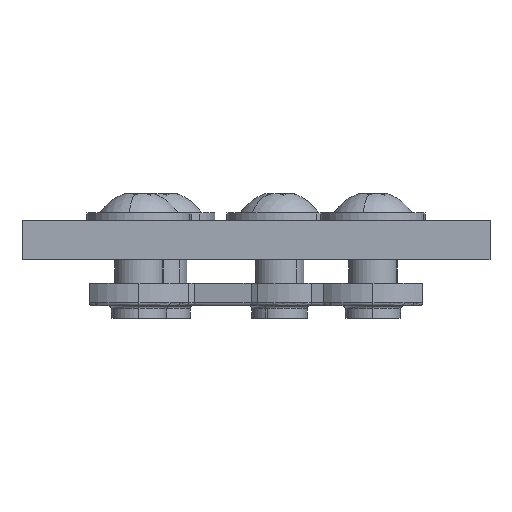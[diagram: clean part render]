
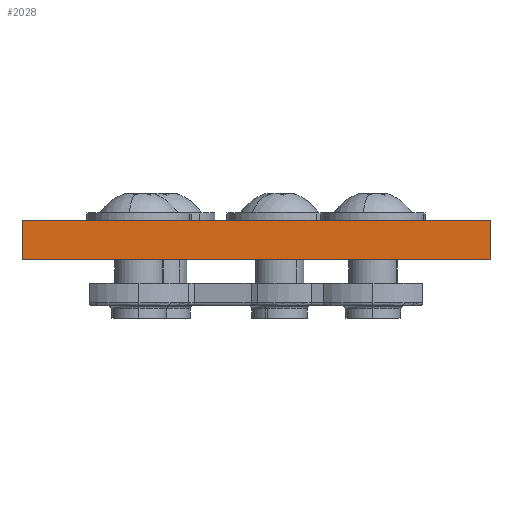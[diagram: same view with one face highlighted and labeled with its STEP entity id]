
A CAD part, front view. The second image highlights one B-rep face of the part: STEP entity #2028.
In plain terms, the highlighted planar face has unit normal (0, -1, 0).
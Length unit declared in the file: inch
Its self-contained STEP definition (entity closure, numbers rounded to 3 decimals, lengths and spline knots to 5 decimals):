
#16 = EDGE_CURVE ( 'NONE', #2136, #1999, #150, .T. ) ;
#150 = LINE ( 'NONE', #151, #152 ) ;
#151 = CARTESIAN_POINT ( 'NONE',  ( 3., 0., 0.25 ) ) ;
#152 = VECTOR ( 'NONE', #153, 39.37008 ) ;
#153 = DIRECTION ( 'NONE',  ( 0., 0., -1. ) ) ;
#207 = CARTESIAN_POINT ( 'NONE',  ( 0., 0., 0. ) ) ;
#430 = CARTESIAN_POINT ( 'NONE',  ( 3., 0., 0.25 ) ) ;
#667 = LINE ( 'NONE', #668, #669 ) ;
#668 = CARTESIAN_POINT ( 'NONE',  ( 0., 0., 0.25 ) ) ;
#669 = VECTOR ( 'NONE', #670, 39.37008 ) ;
#670 = DIRECTION ( 'NONE',  ( 0., 0., -1. ) ) ;
#871 = CARTESIAN_POINT ( 'NONE',  ( 3., 0., 0. ) ) ;
#893 = LINE ( 'NONE', #894, #895 ) ;
#894 = CARTESIAN_POINT ( 'NONE',  ( 0., 0., 0.25 ) ) ;
#895 = VECTOR ( 'NONE', #896, 39.37008 ) ;
#896 = DIRECTION ( 'NONE',  ( 1., 0., 0. ) ) ;
#993 = FACE_OUTER_BOUND ( 'NONE', #2094, .T. ) ;
#994 = PLANE ( 'NONE',  #995 ) ;
#995 = AXIS2_PLACEMENT_3D ( 'NONE', #996, #997, #999 ) ;
#996 = CARTESIAN_POINT ( 'NONE',  ( 0., 0., 0.25 ) ) ;
#997 = DIRECTION ( 'NONE',  ( 0., 1., 0. ) ) ;
#999 = DIRECTION ( 'NONE',  ( 0., 0., 1. ) ) ;
#1037 = LINE ( 'NONE', #1038, #1039 ) ;
#1038 = CARTESIAN_POINT ( 'NONE',  ( 0., 0., 0. ) ) ;
#1039 = VECTOR ( 'NONE', #1040, 39.37008 ) ;
#1040 = DIRECTION ( 'NONE',  ( 1., 0., 0. ) ) ;
#1123 = CARTESIAN_POINT ( 'NONE',  ( 0., 0., 0.25 ) ) ;
#1651 = VERTEX_POINT ( 'NONE', #207 ) ;
#1946 = ORIENTED_EDGE ( 'NONE', *, *, #16, .F. ) ;
#1999 = VERTEX_POINT ( 'NONE', #871 ) ;
#2013 = ORIENTED_EDGE ( 'NONE', *, *, #2038, .T. ) ;
#2028 = ADVANCED_FACE ( 'NONE', ( #993 ), #994, .F. ) ;
#2038 = EDGE_CURVE ( 'NONE', #1651, #1999, #1037, .T. ) ;
#2074 = VERTEX_POINT ( 'NONE', #1123 ) ;
#2094 = EDGE_LOOP ( 'NONE', ( #2013, #1946, #2255, #2158 ) ) ;
#2136 = VERTEX_POINT ( 'NONE', #430 ) ;
#2158 = ORIENTED_EDGE ( 'NONE', *, *, #2164, .T. ) ;
#2164 = EDGE_CURVE ( 'NONE', #2074, #1651, #667, .T. ) ;
#2184 = EDGE_CURVE ( 'NONE', #2074, #2136, #893, .T. ) ;
#2255 = ORIENTED_EDGE ( 'NONE', *, *, #2184, .F. ) ;
